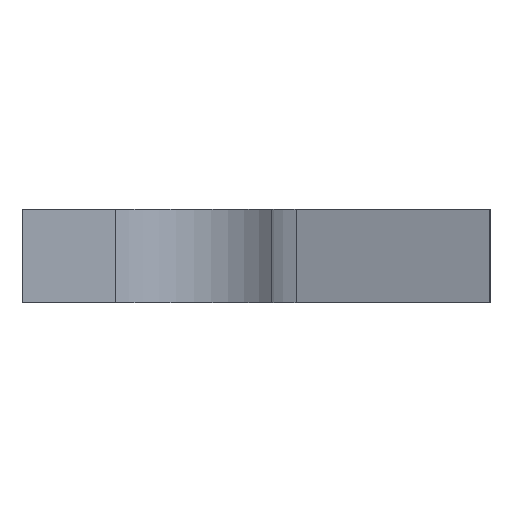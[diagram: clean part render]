
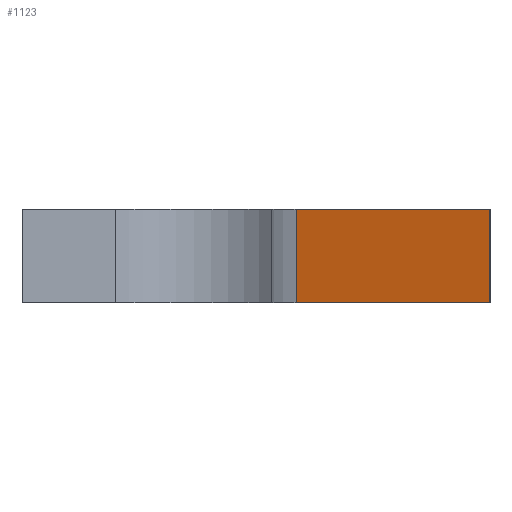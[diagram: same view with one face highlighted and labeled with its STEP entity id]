
A CAD part, left-side view. The second image highlights one B-rep face of the part: STEP entity #1123.
In plain terms, the highlighted planar face has unit normal (-0.388, -0.922, 0).
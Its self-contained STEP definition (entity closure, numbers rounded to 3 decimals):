
#703=CARTESIAN_POINT('Vertex',(-76.,0.,0.)) ;
#706=CARTESIAN_POINT('Line Origine',(-90.764,6.216,0.)) ;
#710=CARTESIAN_POINT('Vertex',(-105.528,12.433,0.)) ;
#928=CARTESIAN_POINT('Vertex',(-105.528,12.433,6.)) ;
#931=CARTESIAN_POINT('Line Origine',(-90.764,6.216,6.)) ;
#935=CARTESIAN_POINT('Vertex',(-76.,0.,6.)) ;
#1095=CARTESIAN_POINT('Line Origine',(-76.,0.,3.)) ;
#1107=CARTESIAN_POINT('Axis2P3D Location',(-76.,0.,0.)) ;
#1112=CARTESIAN_POINT('Line Origine',(-105.528,12.433,3.)) ;
#708=VECTOR('Line Direction',#707,1.) ;
#933=VECTOR('Line Direction',#932,1.) ;
#1097=VECTOR('Line Direction',#1096,1.) ;
#1114=VECTOR('Line Direction',#1113,1.) ;
#707=DIRECTION('Vector Direction',(-0.922,0.388,0.)) ;
#932=DIRECTION('Vector Direction',(-0.922,0.388,0.)) ;
#1096=DIRECTION('Vector Direction',(0.,0.,1.)) ;
#1108=DIRECTION('Axis2P3D Direction',(0.388,0.922,-0.)) ;
#1109=DIRECTION('Axis2P3D XDirection',(-0.922,0.388,0.)) ;
#1113=DIRECTION('Vector Direction',(0.,0.,1.)) ;
#1110=AXIS2_PLACEMENT_3D('Plane Axis2P3D',#1107,#1108,#1109) ;
#709=LINE('Line',#706,#708) ;
#934=LINE('Line',#931,#933) ;
#1098=LINE('Line',#1095,#1097) ;
#1115=LINE('Line',#1112,#1114) ;
#1111=PLANE('',#1110) ;
#712=EDGE_CURVE('',#704,#711,#709,.T.) ;
#937=EDGE_CURVE('',#936,#929,#934,.T.) ;
#1099=EDGE_CURVE('',#704,#936,#1098,.T.) ;
#1116=EDGE_CURVE('',#711,#929,#1115,.T.) ;
#1118=ORIENTED_EDGE('',*,*,#937,.T.) ;
#1119=ORIENTED_EDGE('',*,*,#1116,.F.) ;
#1120=ORIENTED_EDGE('',*,*,#712,.F.) ;
#1121=ORIENTED_EDGE('',*,*,#1099,.T.) ;
#1117=EDGE_LOOP('',(#1118,#1119,#1120,#1121)) ;
#704=VERTEX_POINT('',#703) ;
#711=VERTEX_POINT('',#710) ;
#929=VERTEX_POINT('',#928) ;
#936=VERTEX_POINT('',#935) ;
#1123=ADVANCED_FACE('PartBody',(#1122),#1111,.F.) ;
#1122=FACE_OUTER_BOUND('',#1117,.T.) ;
